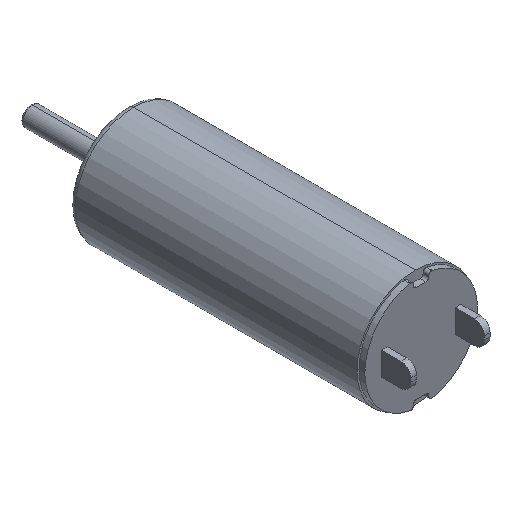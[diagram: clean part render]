
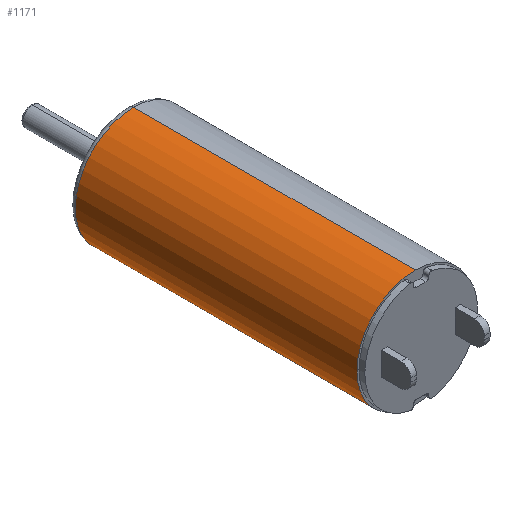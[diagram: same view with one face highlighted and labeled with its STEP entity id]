
A CAD part, isometric view. The second image highlights one B-rep face of the part: STEP entity #1171.
In plain terms, the highlighted cylindrical face has radius 3 mm (diameter 6 mm), a partial arc.
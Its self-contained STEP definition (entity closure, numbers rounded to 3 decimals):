
#18 = VERTEX_POINT ( 'NONE', #1509 ) ;
#156 = EDGE_CURVE ( 'NONE', #18, #428, #2375, .T. ) ;
#182 = EDGE_CURVE ( 'NONE', #428, #1280, #1362, .T. ) ;
#187 = EDGE_CURVE ( 'NONE', #553, #18, #564, .T. ) ;
#300 = CYLINDRICAL_SURFACE ( 'NONE', #930, 3. ) ;
#361 = DIRECTION ( 'NONE',  ( 0., 0., 1. ) ) ;
#428 = VERTEX_POINT ( 'NONE', #1408 ) ;
#455 = DIRECTION ( 'NONE',  ( 0., -1., 0. ) ) ;
#535 = ORIENTED_EDGE ( 'NONE', *, *, #187, .T. ) ;
#552 = CARTESIAN_POINT ( 'NONE',  ( 0., 14.5, 0. ) ) ;
#553 = VERTEX_POINT ( 'NONE', #891 ) ;
#564 = CIRCLE ( 'NONE', #2024, 3. ) ;
#891 = CARTESIAN_POINT ( 'NONE',  ( 0., 14.5, 3. ) ) ;
#896 = CARTESIAN_POINT ( 'NONE',  ( 0., 14.8, 0. ) ) ;
#909 = DIRECTION ( 'NONE',  ( 0., 0., -1. ) ) ;
#930 = AXIS2_PLACEMENT_3D ( 'NONE', #896, #1702, #909 ) ;
#1027 = ORIENTED_EDGE ( 'NONE', *, *, #1165, .F. ) ;
#1074 = CARTESIAN_POINT ( 'NONE',  ( 0., 0., 0. ) ) ;
#1091 = DIRECTION ( 'NONE',  ( 0., -1., 0. ) ) ;
#1154 = DIRECTION ( 'NONE',  ( 0., -1., 0. ) ) ;
#1165 = EDGE_CURVE ( 'NONE', #553, #1280, #1363, .T. ) ;
#1171 = ADVANCED_FACE ( 'NONE', ( #2065 ), #300, .T. ) ;
#1280 = VERTEX_POINT ( 'NONE', #1293 ) ;
#1293 = CARTESIAN_POINT ( 'NONE',  ( 0., 0., 3. ) ) ;
#1362 = CIRCLE ( 'NONE', #1627, 3. ) ;
#1363 = LINE ( 'NONE', #2083, #2288 ) ;
#1408 = CARTESIAN_POINT ( 'NONE',  ( 0., 0., -3. ) ) ;
#1447 = CARTESIAN_POINT ( 'NONE',  ( 0., 14.8, -3. ) ) ;
#1509 = CARTESIAN_POINT ( 'NONE',  ( 0., 14.5, -3. ) ) ;
#1627 = AXIS2_PLACEMENT_3D ( 'NONE', #1074, #2117, #1757 ) ;
#1702 = DIRECTION ( 'NONE',  ( 0., -1., 0. ) ) ;
#1757 = DIRECTION ( 'NONE',  ( 0., 0., 1. ) ) ;
#1779 = VECTOR ( 'NONE', #455, 1000. ) ;
#1825 = ORIENTED_EDGE ( 'NONE', *, *, #182, .T. ) ;
#1935 = EDGE_LOOP ( 'NONE', ( #1027, #535, #2009, #1825 ) ) ;
#2009 = ORIENTED_EDGE ( 'NONE', *, *, #156, .T. ) ;
#2024 = AXIS2_PLACEMENT_3D ( 'NONE', #552, #1154, #361 ) ;
#2065 = FACE_OUTER_BOUND ( 'NONE', #1935, .T. ) ;
#2083 = CARTESIAN_POINT ( 'NONE',  ( 0., 14.8, 3. ) ) ;
#2117 = DIRECTION ( 'NONE',  ( 0., 1., 0. ) ) ;
#2288 = VECTOR ( 'NONE', #1091, 1000. ) ;
#2375 = LINE ( 'NONE', #1447, #1779 ) ;
